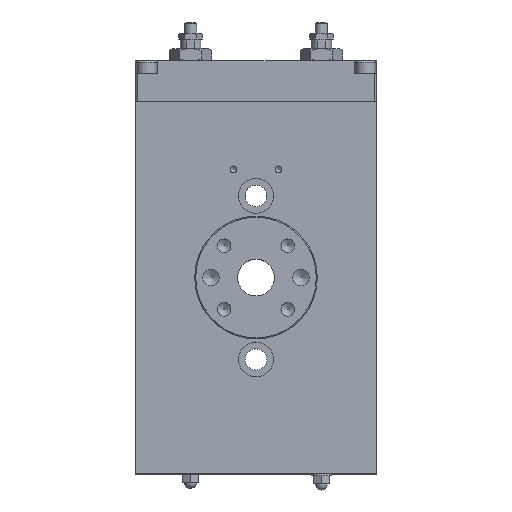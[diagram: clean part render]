
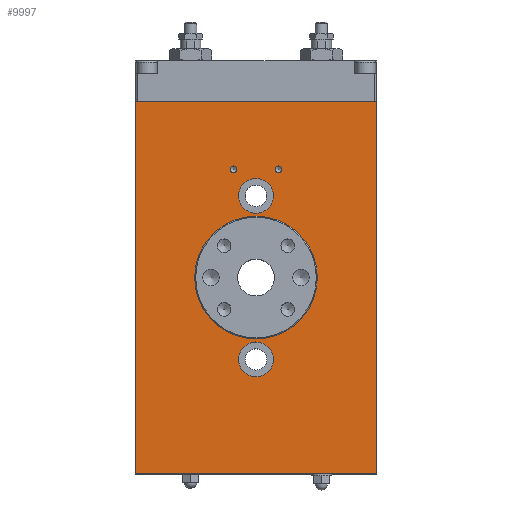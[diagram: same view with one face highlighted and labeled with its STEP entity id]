
A CAD part, top view. The second image highlights one B-rep face of the part: STEP entity #9997.
In plain terms, the highlighted planar face has unit normal (0, 0, 1).
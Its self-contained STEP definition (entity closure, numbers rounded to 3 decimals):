
#541=FACE_BOUND('',#1688,.T.);
#542=FACE_BOUND('',#1689,.T.);
#543=FACE_BOUND('',#1690,.T.);
#544=FACE_BOUND('',#1691,.T.);
#545=FACE_BOUND('',#1692,.T.);
#658=PLANE('',#10904);
#1103=FACE_OUTER_BOUND('',#1687,.T.);
#1687=EDGE_LOOP('',(#7404,#7405,#7406,#7407));
#1688=EDGE_LOOP('',(#7408,#7409));
#1689=EDGE_LOOP('',(#7410,#7411));
#1690=EDGE_LOOP('',(#7412,#7413));
#1691=EDGE_LOOP('',(#7414,#7415));
#1692=EDGE_LOOP('',(#7416));
#2278=CIRCLE('',#10779,1.621);
#2279=CIRCLE('',#10780,1.621);
#2282=CIRCLE('',#10785,1.621);
#2283=CIRCLE('',#10786,1.621);
#2295=CIRCLE('',#10804,8.5);
#2296=CIRCLE('',#10805,8.5);
#2301=CIRCLE('',#10813,8.5);
#2302=CIRCLE('',#10814,8.5);
#2346=CIRCLE('',#10897,27.5);
#2646=LINE('',#14402,#3505);
#2708=LINE('',#14720,#3567);
#2711=LINE('',#14725,#3570);
#2713=LINE('',#14728,#3572);
#3505=VECTOR('',#11827,10.);
#3567=VECTOR('',#12175,10.);
#3570=VECTOR('',#12180,10.);
#3572=VECTOR('',#12184,10.);
#4398=VERTEX_POINT('',#14396);
#4400=VERTEX_POINT('',#14400);
#4420=VERTEX_POINT('',#14443);
#4421=VERTEX_POINT('',#14445);
#4425=VERTEX_POINT('',#14456);
#4426=VERTEX_POINT('',#14458);
#4440=VERTEX_POINT('',#14495);
#4441=VERTEX_POINT('',#14497);
#4446=VERTEX_POINT('',#14512);
#4447=VERTEX_POINT('',#14514);
#4510=VERTEX_POINT('',#14705);
#4513=VERTEX_POINT('',#14718);
#4514=VERTEX_POINT('',#14724);
#5469=EDGE_CURVE('',#4398,#4400,#2646,.T.);
#5490=EDGE_CURVE('',#4421,#4420,#2278,.T.);
#5491=EDGE_CURVE('',#4420,#4421,#2279,.T.);
#5496=EDGE_CURVE('',#4426,#4425,#2282,.T.);
#5497=EDGE_CURVE('',#4425,#4426,#2283,.T.);
#5514=EDGE_CURVE('',#4441,#4440,#2295,.T.);
#5515=EDGE_CURVE('',#4440,#4441,#2296,.T.);
#5522=EDGE_CURVE('',#4447,#4446,#2301,.T.);
#5523=EDGE_CURVE('',#4446,#4447,#2302,.T.);
#5612=EDGE_CURVE('',#4510,#4510,#2346,.T.);
#5618=EDGE_CURVE('',#4400,#4513,#2708,.T.);
#5621=EDGE_CURVE('',#4514,#4398,#2711,.T.);
#5623=EDGE_CURVE('',#4513,#4514,#2713,.T.);
#7404=ORIENTED_EDGE('',*,*,#5623,.T.);
#7405=ORIENTED_EDGE('',*,*,#5621,.T.);
#7406=ORIENTED_EDGE('',*,*,#5469,.T.);
#7407=ORIENTED_EDGE('',*,*,#5618,.T.);
#7408=ORIENTED_EDGE('',*,*,#5490,.T.);
#7409=ORIENTED_EDGE('',*,*,#5491,.T.);
#7410=ORIENTED_EDGE('',*,*,#5496,.T.);
#7411=ORIENTED_EDGE('',*,*,#5497,.T.);
#7412=ORIENTED_EDGE('',*,*,#5514,.T.);
#7413=ORIENTED_EDGE('',*,*,#5515,.T.);
#7414=ORIENTED_EDGE('',*,*,#5522,.T.);
#7415=ORIENTED_EDGE('',*,*,#5523,.T.);
#7416=ORIENTED_EDGE('',*,*,#5612,.T.);
#9997=ADVANCED_FACE('',(#1103,#541,#542,#543,#544,#545),#658,.T.);
#10779=AXIS2_PLACEMENT_3D('',#14446,#11870,#11871);
#10780=AXIS2_PLACEMENT_3D('',#14447,#11872,#11873);
#10785=AXIS2_PLACEMENT_3D('',#14459,#11884,#11885);
#10786=AXIS2_PLACEMENT_3D('',#14460,#11886,#11887);
#10804=AXIS2_PLACEMENT_3D('',#14498,#11927,#11928);
#10805=AXIS2_PLACEMENT_3D('',#14499,#11929,#11930);
#10813=AXIS2_PLACEMENT_3D('',#14515,#11947,#11948);
#10814=AXIS2_PLACEMENT_3D('',#14516,#11949,#11950);
#10897=AXIS2_PLACEMENT_3D('',#14707,#12160,#12161);
#10904=AXIS2_PLACEMENT_3D('',#14729,#12185,#12186);
#11827=DIRECTION('',(-1.,0.,0.));
#11870=DIRECTION('center_axis',(0.,0.,-1.));
#11871=DIRECTION('ref_axis',(1.,0.,0.));
#11872=DIRECTION('center_axis',(0.,0.,-1.));
#11873=DIRECTION('ref_axis',(1.,0.,0.));
#11884=DIRECTION('center_axis',(0.,0.,-1.));
#11885=DIRECTION('ref_axis',(1.,0.,0.));
#11886=DIRECTION('center_axis',(0.,0.,-1.));
#11887=DIRECTION('ref_axis',(1.,0.,0.));
#11927=DIRECTION('center_axis',(0.,0.,-1.));
#11928=DIRECTION('ref_axis',(1.,0.,0.));
#11929=DIRECTION('center_axis',(0.,0.,-1.));
#11930=DIRECTION('ref_axis',(1.,0.,0.));
#11947=DIRECTION('center_axis',(0.,0.,-1.));
#11948=DIRECTION('ref_axis',(1.,0.,0.));
#11949=DIRECTION('center_axis',(0.,0.,-1.));
#11950=DIRECTION('ref_axis',(1.,0.,0.));
#12160=DIRECTION('center_axis',(0.,0.,-1.));
#12161=DIRECTION('ref_axis',(-1.,0.,0.));
#12175=DIRECTION('',(0.,-1.,0.));
#12180=DIRECTION('',(0.,1.,0.));
#12184=DIRECTION('',(1.,0.,0.));
#12185=DIRECTION('center_axis',(0.,0.,1.));
#12186=DIRECTION('ref_axis',(1.,0.,0.));
#14396=CARTESIAN_POINT('',(59.,86.,28.));
#14400=CARTESIAN_POINT('',(-59.,86.,28.));
#14402=CARTESIAN_POINT('',(59.,86.,28.));
#14443=CARTESIAN_POINT('',(9.379,53.,28.));
#14445=CARTESIAN_POINT('',(12.621,53.,28.));
#14446=CARTESIAN_POINT('Origin',(11.,53.,28.));
#14447=CARTESIAN_POINT('Origin',(11.,53.,28.));
#14456=CARTESIAN_POINT('',(-12.621,53.,28.));
#14458=CARTESIAN_POINT('',(-9.379,53.,28.));
#14459=CARTESIAN_POINT('Origin',(-11.,53.,28.));
#14460=CARTESIAN_POINT('Origin',(-11.,53.,28.));
#14495=CARTESIAN_POINT('',(-8.5,-40.,28.));
#14497=CARTESIAN_POINT('',(8.5,-40.,28.));
#14498=CARTESIAN_POINT('Origin',(0.,-40.,28.));
#14499=CARTESIAN_POINT('Origin',(0.,-40.,28.));
#14512=CARTESIAN_POINT('',(-8.5,40.,28.));
#14514=CARTESIAN_POINT('',(8.5,40.,28.));
#14515=CARTESIAN_POINT('Origin',(0.,40.,28.));
#14516=CARTESIAN_POINT('Origin',(0.,40.,28.));
#14705=CARTESIAN_POINT('',(27.5,0.,28.));
#14707=CARTESIAN_POINT('Origin',(0.,0.,28.));
#14718=CARTESIAN_POINT('',(-59.,-96.,28.));
#14720=CARTESIAN_POINT('',(-59.,86.,28.));
#14724=CARTESIAN_POINT('',(59.,-96.,28.));
#14725=CARTESIAN_POINT('',(59.,-96.,28.));
#14728=CARTESIAN_POINT('',(-59.,-96.,28.));
#14729=CARTESIAN_POINT('Origin',(0.,-5.,28.));
